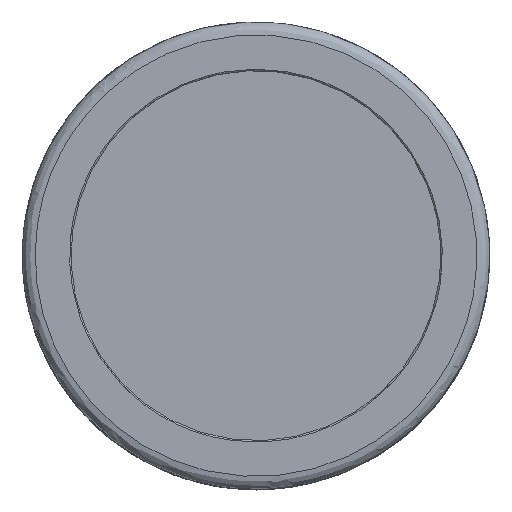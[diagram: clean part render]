
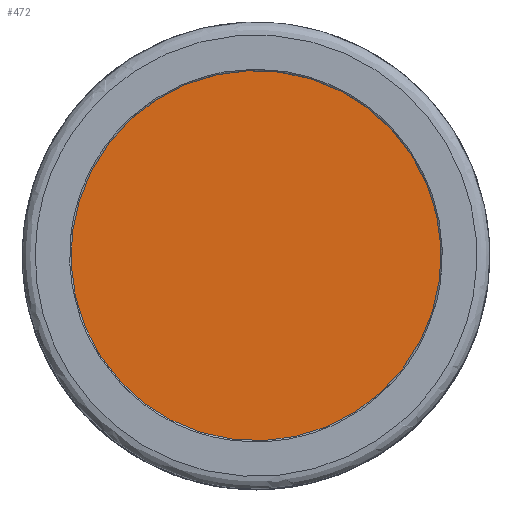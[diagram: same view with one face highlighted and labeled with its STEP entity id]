
A CAD part, top view. The second image highlights one B-rep face of the part: STEP entity #472.
In plain terms, the highlighted planar face has unit normal (0, 0, 1).
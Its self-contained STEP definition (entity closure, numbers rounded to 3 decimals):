
#472 = ADVANCED_FACE ( 'NONE', ( #4157 ), #2524, .T. ) ;
#585 = EDGE_CURVE ( 'NONE', #5482, #5482, #1122, .T. ) ;
#706 = DIRECTION ( 'NONE',  ( -0.132, -0.991, 0. ) ) ;
#1122 = CIRCLE ( 'NONE', #3170, 31.25 ) ;
#1215 = DIRECTION ( 'NONE',  ( 0., 0., 1. ) ) ;
#2302 = DIRECTION ( 'NONE',  ( 0., 0., 1. ) ) ;
#2524 = PLANE ( 'NONE',  #3994 ) ;
#2925 = ORIENTED_EDGE ( 'NONE', *, *, #585, .T. ) ;
#3170 = AXIS2_PLACEMENT_3D ( 'NONE', #3812, #1215, #706 ) ;
#3531 = DIRECTION ( 'NONE',  ( -0.132, -0.991, 0. ) ) ;
#3812 = CARTESIAN_POINT ( 'NONE',  ( 0., 0., 8.9 ) ) ;
#3857 = CARTESIAN_POINT ( 'NONE',  ( 0., 0., 8.9 ) ) ;
#3994 = AXIS2_PLACEMENT_3D ( 'NONE', #3857, #2302, #3531 ) ;
#4157 = FACE_OUTER_BOUND ( 'NONE', #6463, .T. ) ;
#5482 = VERTEX_POINT ( 'NONE', #5837 ) ;
#5837 = CARTESIAN_POINT ( 'NONE',  ( -4.11, -30.979, 8.9 ) ) ;
#6463 = EDGE_LOOP ( 'NONE', ( #2925 ) ) ;
